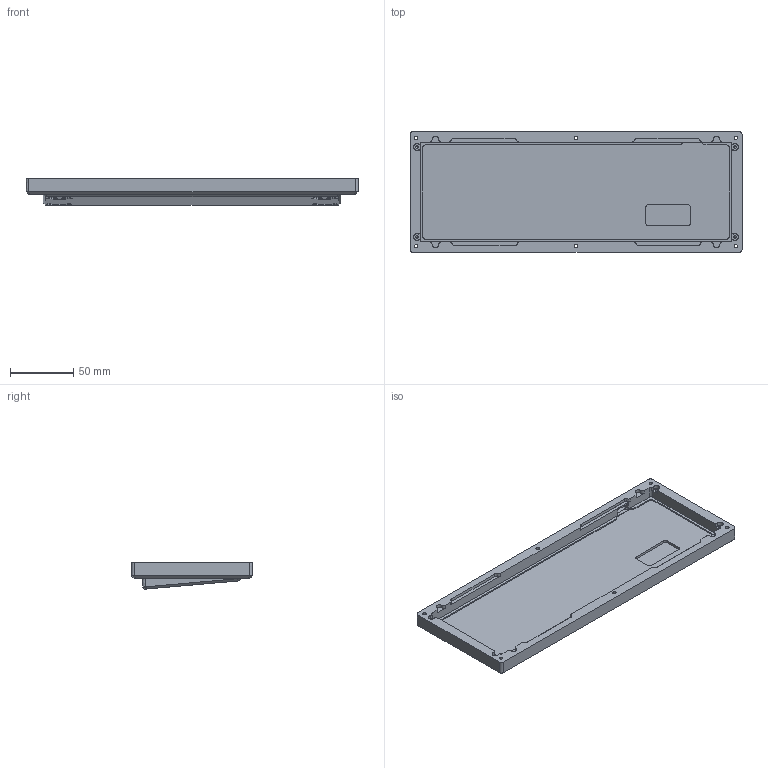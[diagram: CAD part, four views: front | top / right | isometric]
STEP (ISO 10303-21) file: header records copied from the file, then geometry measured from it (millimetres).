
FILE_DESCRIPTION(/* description */ (''),/* implementation_level */ '2;1');
FILE_NAME(/* name */ 'Carpool-BottomFull-3DP.step',/* time_stamp */ '2021-09-25T21:36:10-04:00',/* author */ (''),/* organization */ (''),/* preprocessor_version */ 'ST-DEVELOPER v18.1',/* originating_system */ 'Autodesk Translation Framework v10.10.0.1391',/* authorisation */ '');
FILE_SCHEMA (('AUTOMOTIVE_DESIGN { 1 0 10303 214 3 1 1 }'));
Length unit declared in the file: millimetre
Products named in the file (1): Carpool-BottomFull-3DP
Bounding box: 261.89 x 95.2 x 20.76 mm (x, y, z)
Volume: 196543.1 mm3; surface area: 68614.5 mm2
Topology: 1 solids, 1 shells, 198 faces, 517 edges, 334 vertices
Faces by surface type: cylinder 88, plane 70, bspline 32, torus 4, cone 4
Full cylindrical faces by diameter (mm): 2.075 x4, 2.7 x6, 5.27 x6, 20 x4
Entity records: 7284 total; most frequent: CARTESIAN_POINT 2481, ORIENTED_EDGE 1026, DIRECTION 933, EDGE_CURVE 513, AXIS2_PLACEMENT_3D 347, VERTEX_POINT 334, LINE 239, VECTOR 239
